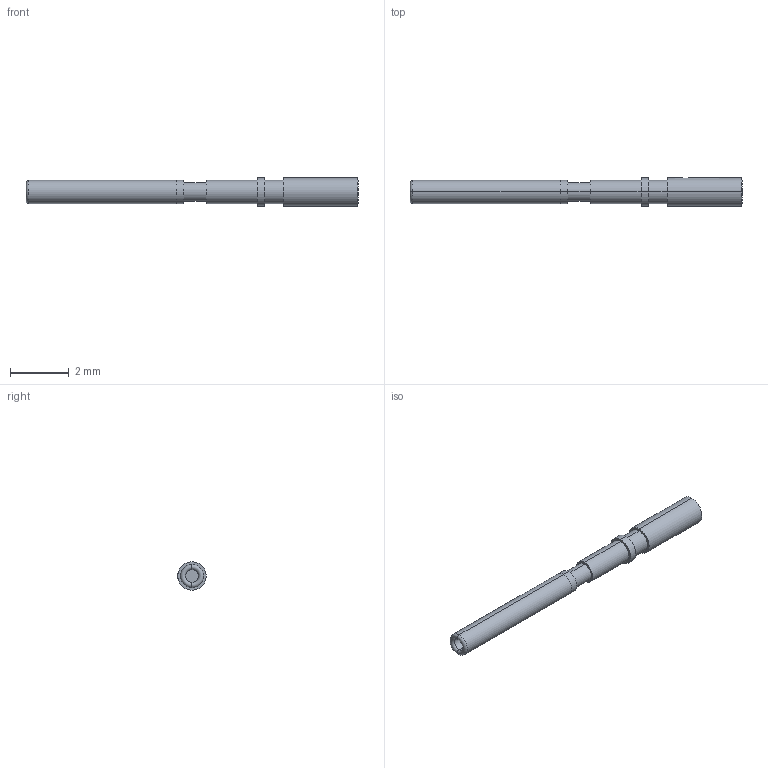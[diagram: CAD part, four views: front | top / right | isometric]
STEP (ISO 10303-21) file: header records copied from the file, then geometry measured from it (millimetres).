
FILE_DESCRIPTION (( 'STEP AP214' ), '1' );
FILE_NAME ('C-ICS40 B1 S2C3.STEP', '2011-10-21T11:06:31', ( 'Authorized User' ), ( '' ), 'SwSTEP 2.0', 'SolidWorks 2011', '' );
FILE_SCHEMA (( 'AUTOMOTIVE_DESIGN' ));
Length unit declared in the file: inch
Products named in the file (1): C-ICS40 B1 S2C3
Bounding box: 11.28 x 0.97 x 0.97 mm (x, y, z)
Volume: 4 mm3; surface area: 50 mm2
Topology: 3 solids, 3 shells, 46 faces, 92 edges, 57 vertices
Faces by surface type: cylinder 26, plane 12, cone 6, torus 2
Entity records: 1384 total; most frequent: CARTESIAN_POINT 320, DIRECTION 234, ORIENTED_EDGE 180, AXIS2_PLACEMENT_3D 101, EDGE_CURVE 90, VERTEX_POINT 57, EDGE_LOOP 57, CIRCLE 54
